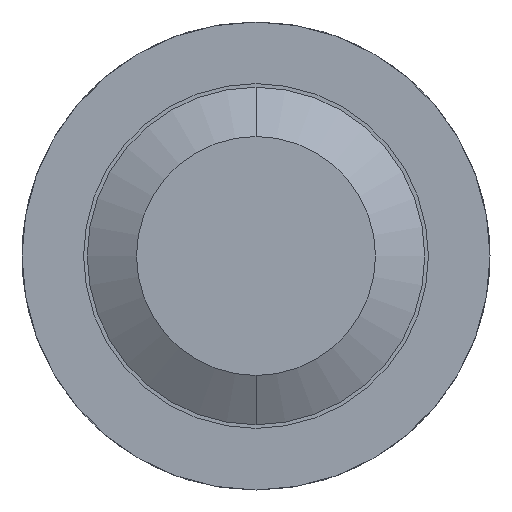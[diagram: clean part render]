
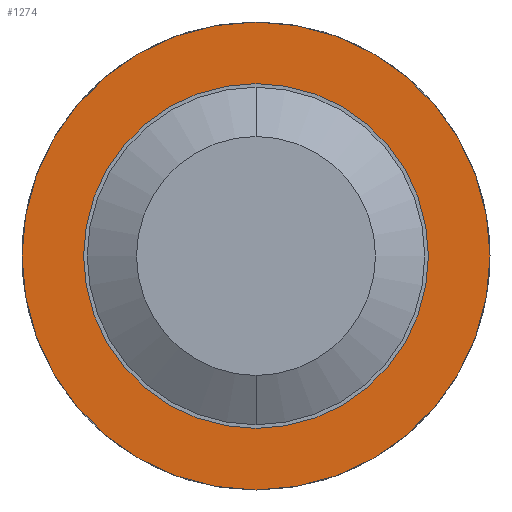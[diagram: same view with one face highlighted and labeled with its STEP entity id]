
A CAD part, front view. The second image highlights one B-rep face of the part: STEP entity #1274.
In plain terms, the highlighted planar face has unit normal (0, -1, 0).
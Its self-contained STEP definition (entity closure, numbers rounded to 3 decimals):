
#31 = CARTESIAN_POINT ( 'NONE',  ( 0., -2.5, 0. ) ) ;
#119 = ORIENTED_EDGE ( 'NONE', *, *, #3474, .T. ) ;
#194 = VERTEX_POINT ( 'NONE', #3343 ) ;
#217 = VERTEX_POINT ( 'NONE', #500 ) ;
#318 = FACE_OUTER_BOUND ( 'NONE', #806, .T. ) ;
#500 = CARTESIAN_POINT ( 'NONE',  ( 0., -2.5, -0.95 ) ) ;
#538 = AXIS2_PLACEMENT_3D ( 'NONE', #3460, #2258, #2841 ) ;
#754 = CARTESIAN_POINT ( 'NONE',  ( 0., -2.5, 0. ) ) ;
#760 = EDGE_LOOP ( 'NONE', ( #1285, #119 ) ) ;
#784 = CIRCLE ( 'NONE', #1456, 0.95 ) ;
#790 = AXIS2_PLACEMENT_3D ( 'NONE', #31, #1455, #1165 ) ;
#806 = EDGE_LOOP ( 'NONE', ( #3090, #3216 ) ) ;
#964 = CIRCLE ( 'NONE', #2637, 0.685 ) ;
#1000 = DIRECTION ( 'NONE',  ( 0., 0., 1. ) ) ;
#1044 = CARTESIAN_POINT ( 'NONE',  ( 0., -2.5, -0.685 ) ) ;
#1116 = PLANE ( 'NONE',  #538 ) ;
#1165 = DIRECTION ( 'NONE',  ( 0., 0., 1. ) ) ;
#1274 = ADVANCED_FACE ( 'Defeature ausgef�hrt2_16', ( #318, #2536 ), #1116, .F. ) ;
#1285 = ORIENTED_EDGE ( 'NONE', *, *, #2129, .T. ) ;
#1359 = EDGE_CURVE ( 'Defeature ausgef�hrt2_15+Defeature ausgef�hrt2_16+Defeature ausgef�hrt2_16+Defeature ausgef�hrt2_16', #217, #194, #1855, .T. ) ;
#1381 = DIRECTION ( 'NONE',  ( 0., 1., 0. ) ) ;
#1455 = DIRECTION ( 'NONE',  ( 0., 1., 0. ) ) ;
#1456 = AXIS2_PLACEMENT_3D ( 'NONE', #754, #3038, #1000 ) ;
#1469 = DIRECTION ( 'NONE',  ( 0., 1., 0. ) ) ;
#1831 = CARTESIAN_POINT ( 'NONE',  ( 0., -2.5, 0.685 ) ) ;
#1855 = CIRCLE ( 'NONE', #3282, 0.95 ) ;
#2011 = CARTESIAN_POINT ( 'NONE',  ( 0., -2.5, 0. ) ) ;
#2129 = EDGE_CURVE ( 'Defeature ausgef�hrt2_16+Defeature ausgef�hrt2_10+Defeature ausgef�hrt2_10+Defeature ausgef�hrt2_10', #3226, #3604, #964, .T. ) ;
#2258 = DIRECTION ( 'NONE',  ( 0., 1., 0. ) ) ;
#2423 = CARTESIAN_POINT ( 'NONE',  ( 0., -2.5, 0. ) ) ;
#2536 = FACE_BOUND ( 'NONE', #760, .T. ) ;
#2637 = AXIS2_PLACEMENT_3D ( 'NONE', #2423, #1469, #3165 ) ;
#2841 = DIRECTION ( 'NONE',  ( 0., 0., 1. ) ) ;
#2851 = EDGE_CURVE ( 'Defeature ausgef�hrt2_15+Defeature ausgef�hrt2_16+Defeature ausgef�hrt2_16+Defeature ausgef�hrt2_16', #194, #217, #784, .T. ) ;
#3038 = DIRECTION ( 'NONE',  ( 0., 1., 0. ) ) ;
#3090 = ORIENTED_EDGE ( 'NONE', *, *, #2851, .F. ) ;
#3165 = DIRECTION ( 'NONE',  ( 0., 0., 1. ) ) ;
#3216 = ORIENTED_EDGE ( 'NONE', *, *, #1359, .F. ) ;
#3226 = VERTEX_POINT ( 'NONE', #1831 ) ;
#3282 = AXIS2_PLACEMENT_3D ( 'NONE', #2011, #1381, #3664 ) ;
#3343 = CARTESIAN_POINT ( 'NONE',  ( 0., -2.5, 0.95 ) ) ;
#3358 = CIRCLE ( 'NONE', #790, 0.685 ) ;
#3460 = CARTESIAN_POINT ( 'NONE',  ( 0.95, -2.5, 0. ) ) ;
#3474 = EDGE_CURVE ( 'Defeature ausgef�hrt2_16+Defeature ausgef�hrt2_10+Defeature ausgef�hrt2_10+Defeature ausgef�hrt2_10', #3604, #3226, #3358, .T. ) ;
#3604 = VERTEX_POINT ( 'NONE', #1044 ) ;
#3664 = DIRECTION ( 'NONE',  ( 0., 0., 1. ) ) ;
